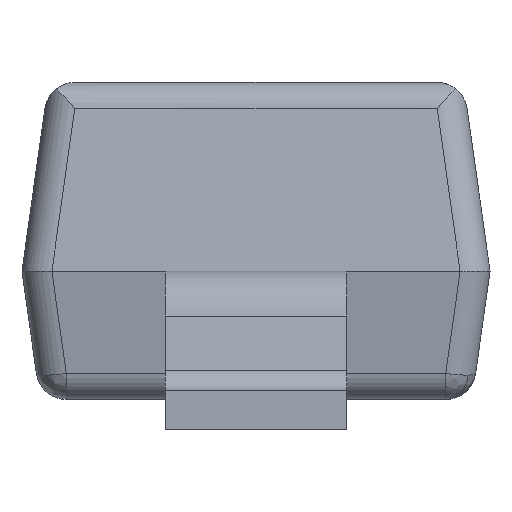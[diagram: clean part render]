
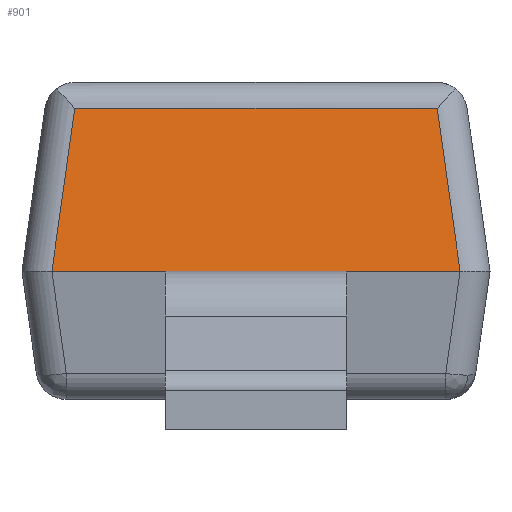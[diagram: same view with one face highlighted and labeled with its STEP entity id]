
A CAD part, left-side view. The second image highlights one B-rep face of the part: STEP entity #901.
In plain terms, the highlighted planar face has unit normal (-0.99, 0, 0.139).
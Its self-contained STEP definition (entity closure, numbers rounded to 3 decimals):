
#181 = CARTESIAN_POINT ( 'NONE',  ( 22.3, 505.827, 0. ) ) ;
#184 = CARTESIAN_POINT ( 'NONE',  ( 22.3, 504.475, 0. ) ) ;
#203 = VECTOR ( 'NONE', #339, 1000. ) ;
#231 = EDGE_CURVE ( 'NONE', #1377, #1727, #319, .T. ) ;
#293 = VECTOR ( 'NONE', #2210, 1000. ) ;
#319 = LINE ( 'NONE', #856, #2050 ) ;
#339 = DIRECTION ( 'NONE',  ( 0.138, 0.138, 0.981 ) ) ;
#354 = CARTESIAN_POINT ( 'NONE',  ( 22.375, 504.55, 0.539 ) ) ;
#411 = EDGE_CURVE ( 'NONE', #1978, #1084, #2197, .T. ) ;
#560 = CARTESIAN_POINT ( 'NONE',  ( 22.344, 505.538, 0.313 ) ) ;
#581 = EDGE_LOOP ( 'NONE', ( #618, #929, #909, #1047 ) ) ;
#618 = ORIENTED_EDGE ( 'NONE', *, *, #2144, .T. ) ;
#641 = DIRECTION ( 'NONE',  ( 0., 1., 0. ) ) ;
#772 = DIRECTION ( 'NONE',  ( -0.99, 0., 0.139 ) ) ;
#856 = CARTESIAN_POINT ( 'NONE',  ( 22.375, 505.538, 0.539 ) ) ;
#890 = DIRECTION ( 'NONE',  ( 0.139, 0., 0.99 ) ) ;
#901 = ADVANCED_FACE ( 'NONE', ( #2099 ), #928, .T. ) ;
#909 = ORIENTED_EDGE ( 'NONE', *, *, #1533, .T. ) ;
#910 = CARTESIAN_POINT ( 'NONE',  ( 22.3, 504.475, 0. ) ) ;
#928 = PLANE ( 'NONE',  #1965 ) ;
#929 = ORIENTED_EDGE ( 'NONE', *, *, #411, .F. ) ;
#1047 = ORIENTED_EDGE ( 'NONE', *, *, #231, .T. ) ;
#1084 = VERTEX_POINT ( 'NONE', #181 ) ;
#1158 = CARTESIAN_POINT ( 'NONE',  ( 22.3, 504.763, 0. ) ) ;
#1328 = CARTESIAN_POINT ( 'NONE',  ( 22.375, 505.751, 0.539 ) ) ;
#1366 = LINE ( 'NONE', #184, #203 ) ;
#1367 = CARTESIAN_POINT ( 'NONE',  ( 22.375, 505.751, 0.539 ) ) ;
#1377 = VERTEX_POINT ( 'NONE', #354 ) ;
#1388 = VECTOR ( 'NONE', #641, 1000. ) ;
#1533 = EDGE_CURVE ( 'NONE', #1978, #1377, #1366, .T. ) ;
#1541 = DIRECTION ( 'NONE',  ( 0., 1., 0. ) ) ;
#1717 = LINE ( 'NONE', #1367, #293 ) ;
#1727 = VERTEX_POINT ( 'NONE', #1328 ) ;
#1965 = AXIS2_PLACEMENT_3D ( 'NONE', #560, #772, #890 ) ;
#1978 = VERTEX_POINT ( 'NONE', #910 ) ;
#2050 = VECTOR ( 'NONE', #1541, 1000. ) ;
#2099 = FACE_OUTER_BOUND ( 'NONE', #581, .T. ) ;
#2144 = EDGE_CURVE ( 'NONE', #1727, #1084, #1717, .T. ) ;
#2197 = LINE ( 'NONE', #1158, #1388 ) ;
#2210 = DIRECTION ( 'NONE',  ( -0.138, 0.138, -0.981 ) ) ;
